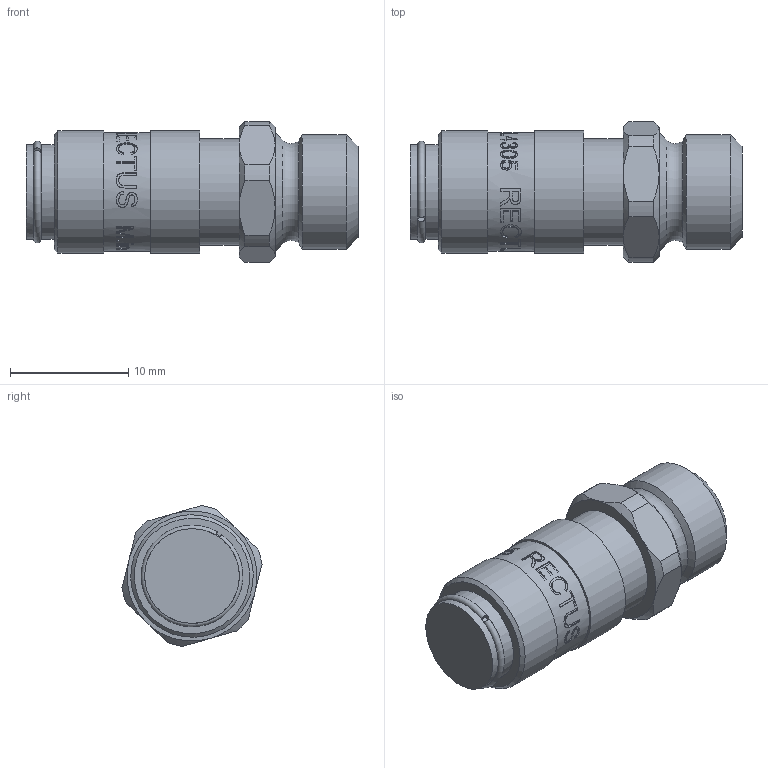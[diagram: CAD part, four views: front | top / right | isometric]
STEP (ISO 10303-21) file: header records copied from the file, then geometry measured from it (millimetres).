
FILE_DESCRIPTION((''),'2;1');
FILE_NAME('20kaaw10rvx.stp','2014-01-31T09:56:04',('IA176480'),(''),'Autodesk Inventor 2013','Autodesk Inventor 2013','');
FILE_SCHEMA(('AUTOMOTIVE_DESIGN { 1 0 10303 214 1 1 1 1 }'));
Length unit declared in the file: millimetre
Products named in the file (1): D109144
Bounding box: 28.05 x 11.83 x 11.9 mm (x, y, z)
Volume: 2007.9 mm3; surface area: 1957.2 mm2
Topology: 2 solids, 3 shells, 403 faces, 1049 edges, 690 vertices
Faces by surface type: bspline 170, plane 145, cylinder 56, cone 27, torus 5
Full cylindrical faces by diameter (mm): 7.4 x1, 7.606 x1, 7.8 x1, 8 x5, 8.1 x1, 8.15 x2, 9 x1, 9.15 x1, 9.2 x1, 9.728 x1, 10 x1, 10.35 x2
Entity records: 52527 total; most frequent: CARTESIAN_POINT 43824, ORIENTED_EDGE 2002, DIRECTION 1112, EDGE_CURVE 1001, VERTEX_POINT 679, EDGE_LOOP 484, B_SPLINE_CURVE_WITH_KNOTS 470, FACE_OUTER_BOUND 403
